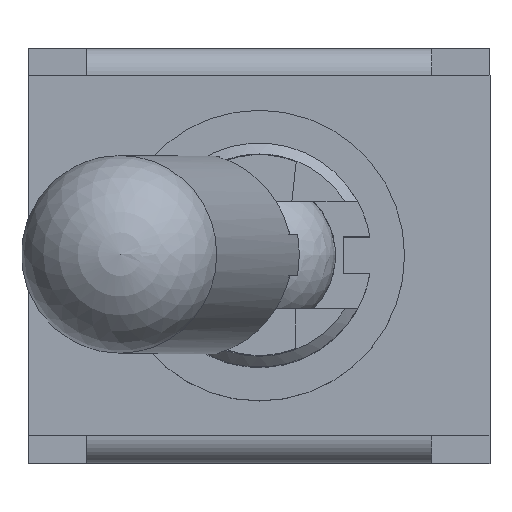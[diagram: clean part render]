
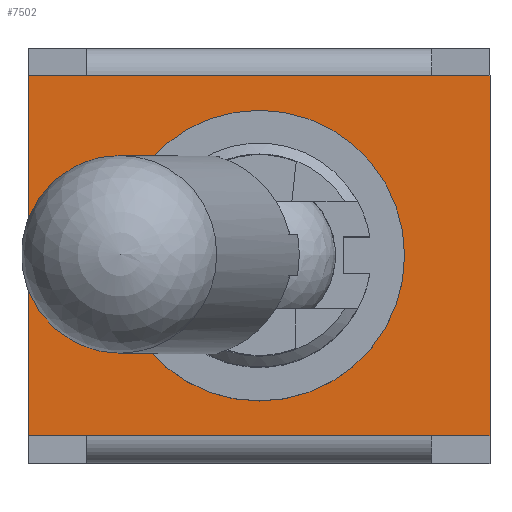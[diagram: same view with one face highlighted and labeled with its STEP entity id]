
A CAD part, top view. The second image highlights one B-rep face of the part: STEP entity #7502.
In plain terms, the highlighted planar face has unit normal (0, 0, 1).
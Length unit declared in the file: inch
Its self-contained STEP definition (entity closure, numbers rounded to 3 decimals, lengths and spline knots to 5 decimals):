
#7399=CARTESIAN_POINT('',(-0.15748,0.,0.35));
#7400=VERTEX_POINT('',#7399);
#7401=CARTESIAN_POINT('',(0.,0.,0.35));
#7402=DIRECTION('',(0.0,0.0,-1.0));
#7403=DIRECTION('',(1.0,0.0,0.0));
#7404=AXIS2_PLACEMENT_3D('',#7401,#7402,#7403);
#7405=CIRCLE('',#7404,0.15748);
#7406=EDGE_CURVE('',#7400,#7400,#7405,.T.);
#7428=CARTESIAN_POINT('',(-0.275,-0.21459,0.35));
#7429=DIRECTION('',(0.0,0.0,1.0));
#7430=DIRECTION('',(1.0,0.0,0.0));
#7431=AXIS2_PLACEMENT_3D('',#7428,#7429,#7430);
#7432=PLANE('',#7431);
#7433=CARTESIAN_POINT('',(-0.18701,-0.19508,0.35));
#7434=VERTEX_POINT('',#7433);
#7435=CARTESIAN_POINT('',(0.18701,-0.19508,0.35));
#7436=VERTEX_POINT('',#7435);
#7437=CARTESIAN_POINT('',(-0.18701,-0.19508,0.35));
#7438=DIRECTION('',(1.0,0.0,0.0));
#7439=VECTOR('',#7438,0.37402);
#7440=LINE('',#7437,#7439);
#7441=EDGE_CURVE('',#7434,#7436,#7440,.T.);
#7442=ORIENTED_EDGE('',*,*,#7441,.T.);
#7443=CARTESIAN_POINT('',(0.25,-0.19508,0.35));
#7444=VERTEX_POINT('',#7443);
#7445=CARTESIAN_POINT('',(0.18701,-0.19508,0.35));
#7446=DIRECTION('',(1.0,0.0,0.0));
#7447=VECTOR('',#7446,0.06299);
#7448=LINE('',#7445,#7447);
#7449=EDGE_CURVE('',#7436,#7444,#7448,.T.);
#7450=ORIENTED_EDGE('',*,*,#7449,.T.);
#7451=CARTESIAN_POINT('',(0.25,0.19508,0.35));
#7452=VERTEX_POINT('',#7451);
#7453=CARTESIAN_POINT('',(0.25,-0.19508,0.35));
#7454=DIRECTION('',(0.0,1.0,0.0));
#7455=VECTOR('',#7454,0.39016);
#7456=LINE('',#7453,#7455);
#7457=EDGE_CURVE('',#7444,#7452,#7456,.T.);
#7458=ORIENTED_EDGE('',*,*,#7457,.T.);
#7459=CARTESIAN_POINT('',(0.18701,0.19508,0.35));
#7460=VERTEX_POINT('',#7459);
#7461=CARTESIAN_POINT('',(0.18701,0.19508,0.35));
#7462=DIRECTION('',(1.0,0.0,0.0));
#7463=VECTOR('',#7462,0.06299);
#7464=LINE('',#7461,#7463);
#7465=EDGE_CURVE('',#7460,#7452,#7464,.T.);
#7466=ORIENTED_EDGE('',*,*,#7465,.F.);
#7467=CARTESIAN_POINT('',(-0.18701,0.19508,0.35));
#7468=VERTEX_POINT('',#7467);
#7469=CARTESIAN_POINT('',(-0.18701,0.19508,0.35));
#7470=DIRECTION('',(1.0,0.0,0.0));
#7471=VECTOR('',#7470,0.37402);
#7472=LINE('',#7469,#7471);
#7473=EDGE_CURVE('',#7468,#7460,#7472,.T.);
#7474=ORIENTED_EDGE('',*,*,#7473,.F.);
#7475=CARTESIAN_POINT('',(-0.25,0.19508,0.35));
#7476=VERTEX_POINT('',#7475);
#7477=CARTESIAN_POINT('',(-0.18701,0.19508,0.35));
#7478=DIRECTION('',(-1.0,0.0,0.0));
#7479=VECTOR('',#7478,0.06299);
#7480=LINE('',#7477,#7479);
#7481=EDGE_CURVE('',#7468,#7476,#7480,.T.);
#7482=ORIENTED_EDGE('',*,*,#7481,.T.);
#7483=CARTESIAN_POINT('',(-0.25,-0.19508,0.35));
#7484=VERTEX_POINT('',#7483);
#7485=CARTESIAN_POINT('',(-0.25,0.19508,0.35));
#7486=DIRECTION('',(0.0,-1.0,0.0));
#7487=VECTOR('',#7486,0.39016);
#7488=LINE('',#7485,#7487);
#7489=EDGE_CURVE('',#7476,#7484,#7488,.T.);
#7490=ORIENTED_EDGE('',*,*,#7489,.T.);
#7491=CARTESIAN_POINT('',(-0.18701,-0.19508,0.35));
#7492=DIRECTION('',(-1.0,0.0,0.0));
#7493=VECTOR('',#7492,0.06299);
#7494=LINE('',#7491,#7493);
#7495=EDGE_CURVE('',#7434,#7484,#7494,.T.);
#7496=ORIENTED_EDGE('',*,*,#7495,.F.);
#7497=EDGE_LOOP('',(#7442,#7450,#7458,#7466,#7474,#7482,#7490,#7496));
#7498=FACE_OUTER_BOUND('',#7497,.T.);
#7499=ORIENTED_EDGE('',*,*,#7406,.T.);
#7500=EDGE_LOOP('',(#7499));
#7501=FACE_BOUND('',#7500,.T.);
#7502=ADVANCED_FACE('',(#7498,#7501),#7432,.T.);
